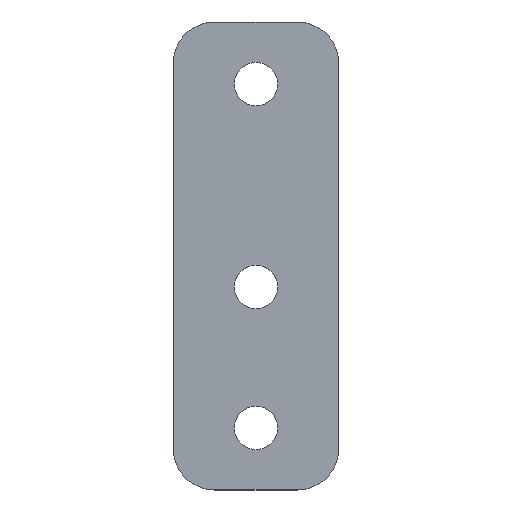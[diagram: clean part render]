
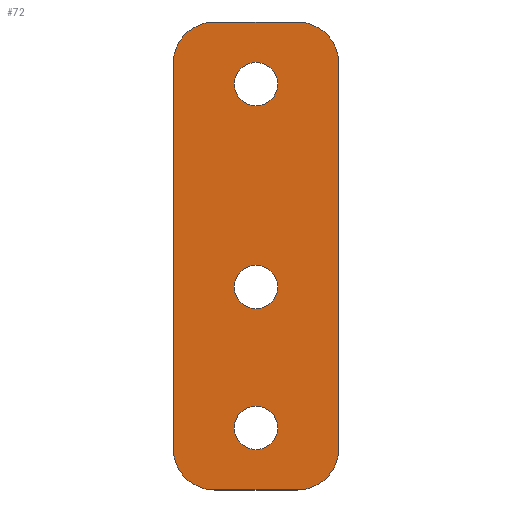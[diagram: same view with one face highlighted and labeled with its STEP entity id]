
A CAD part, top view. The second image highlights one B-rep face of the part: STEP entity #72.
In plain terms, the highlighted planar face has unit normal (0, 0, 1).
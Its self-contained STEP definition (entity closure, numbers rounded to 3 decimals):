
#3 = ORIENTED_EDGE ( 'NONE', *, *, #362, .F. ) ;
#10 = EDGE_CURVE ( 'NONE', #95, #62, #50, .T. ) ;
#15 = DIRECTION ( 'NONE',  ( 0., 0., -1. ) ) ;
#18 = VERTEX_POINT ( 'NONE', #35 ) ;
#19 = CIRCLE ( 'NONE', #361, 5.25 ) ;
#26 = EDGE_CURVE ( 'NONE', #130, #504, #516, .T. ) ;
#33 = FACE_OUTER_BOUND ( 'NONE', #324, .T. ) ;
#35 = CARTESIAN_POINT ( 'NONE',  ( -552.123, -1109.555, -1260.5 ) ) ;
#38 = CIRCLE ( 'NONE', #211, 5.25 ) ;
#41 = DIRECTION ( 'NONE',  ( 0., 0., -1. ) ) ;
#44 = ORIENTED_EDGE ( 'NONE', *, *, #410, .F. ) ;
#50 = CIRCLE ( 'NONE', #387, 10. ) ;
#51 = DIRECTION ( 'NONE',  ( -1., 0., 0. ) ) ;
#52 = CIRCLE ( 'NONE', #598, 10. ) ;
#54 = ORIENTED_EDGE ( 'NONE', *, *, #587, .T. ) ;
#55 = CARTESIAN_POINT ( 'NONE',  ( -552.123, -1114.805, -1260.5 ) ) ;
#56 = DIRECTION ( 'NONE',  ( 0., 1., 0. ) ) ;
#59 = CARTESIAN_POINT ( 'NONE',  ( -542.123, -1163.805, -1260.5 ) ) ;
#62 = VERTEX_POINT ( 'NONE', #544 ) ;
#69 = ORIENTED_EDGE ( 'NONE', *, *, #84, .F. ) ;
#70 = VERTEX_POINT ( 'NONE', #301 ) ;
#72 = ADVANCED_FACE ( 'NONE', ( #33, #590, #187, #83 ), #87, .F. ) ;
#73 = ORIENTED_EDGE ( 'NONE', *, *, #26, .T. ) ;
#75 = DIRECTION ( 'NONE',  ( 0., 1., 0. ) ) ;
#76 = CIRCLE ( 'NONE', #277, 5.25 ) ;
#77 = CARTESIAN_POINT ( 'NONE',  ( -552.123, -1065.805, -1260.5 ) ) ;
#83 = FACE_BOUND ( 'NONE', #529, .T. ) ;
#84 = EDGE_CURVE ( 'NONE', #534, #482, #325, .T. ) ;
#87 = PLANE ( 'NONE',  #210 ) ;
#95 = VERTEX_POINT ( 'NONE', #445 ) ;
#100 = VECTOR ( 'NONE', #382, 1000. ) ;
#102 = EDGE_CURVE ( 'NONE', #495, #95, #557, .T. ) ;
#107 = CARTESIAN_POINT ( 'NONE',  ( -542.123, -1050.805, -1260.5 ) ) ;
#108 = CARTESIAN_POINT ( 'NONE',  ( -542.123, -1050.805, -1260.5 ) ) ;
#111 = AXIS2_PLACEMENT_3D ( 'NONE', #265, #506, #593 ) ;
#124 = EDGE_LOOP ( 'NONE', ( #149, #571 ) ) ;
#130 = VERTEX_POINT ( 'NONE', #293 ) ;
#139 = VECTOR ( 'NONE', #561, 1000. ) ;
#140 = ORIENTED_EDGE ( 'NONE', *, *, #224, .F. ) ;
#143 = CARTESIAN_POINT ( 'NONE',  ( -552.123, -1065.805, -1260.5 ) ) ;
#146 = LINE ( 'NONE', #107, #139 ) ;
#148 = CARTESIAN_POINT ( 'NONE',  ( -572.123, -1153.805, -1260.5 ) ) ;
#149 = ORIENTED_EDGE ( 'NONE', *, *, #541, .T. ) ;
#151 = DIRECTION ( 'NONE',  ( 0., 1., 0. ) ) ;
#154 = CARTESIAN_POINT ( 'NONE',  ( -552.123, -1143.555, -1260.5 ) ) ;
#157 = CARTESIAN_POINT ( 'NONE',  ( -562.123, -1060.805, -1260.5 ) ) ;
#162 = DIRECTION ( 'NONE',  ( 0., 0., -1. ) ) ;
#179 = CARTESIAN_POINT ( 'NONE',  ( -552.123, -1060.555, -1260.5 ) ) ;
#183 = EDGE_CURVE ( 'NONE', #504, #130, #38, .T. ) ;
#187 = FACE_BOUND ( 'NONE', #568, .T. ) ;
#194 = CARTESIAN_POINT ( 'NONE',  ( -562.123, -1153.805, -1260.5 ) ) ;
#201 = CARTESIAN_POINT ( 'NONE',  ( -532.123, -1060.805, -1260.5 ) ) ;
#204 = VECTOR ( 'NONE', #51, 1000. ) ;
#210 = AXIS2_PLACEMENT_3D ( 'NONE', #194, #279, #527 ) ;
#211 = AXIS2_PLACEMENT_3D ( 'NONE', #225, #263, #412 ) ;
#217 = CARTESIAN_POINT ( 'NONE',  ( -552.123, -1120.055, -1260.5 ) ) ;
#219 = AXIS2_PLACEMENT_3D ( 'NONE', #297, #256, #75 ) ;
#220 = EDGE_CURVE ( 'NONE', #226, #495, #52, .T. ) ;
#224 = EDGE_CURVE ( 'NONE', #62, #534, #146, .T. ) ;
#225 = CARTESIAN_POINT ( 'NONE',  ( -552.123, -1148.805, -1260.5 ) ) ;
#226 = VERTEX_POINT ( 'NONE', #282 ) ;
#231 = EDGE_CURVE ( 'NONE', #394, #18, #76, .T. ) ;
#232 = CARTESIAN_POINT ( 'NONE',  ( -552.123, -1114.805, -1260.5 ) ) ;
#255 = CARTESIAN_POINT ( 'NONE',  ( -532.123, -1060.805, -1260.5 ) ) ;
#256 = DIRECTION ( 'NONE',  ( 0., 0., -1. ) ) ;
#259 = CARTESIAN_POINT ( 'NONE',  ( -552.123, -1071.055, -1260.5 ) ) ;
#263 = DIRECTION ( 'NONE',  ( 0., 0., -1. ) ) ;
#265 = CARTESIAN_POINT ( 'NONE',  ( -542.123, -1153.805, -1260.5 ) ) ;
#266 = CARTESIAN_POINT ( 'NONE',  ( -542.123, -1060.805, -1260.5 ) ) ;
#268 = AXIS2_PLACEMENT_3D ( 'NONE', #77, #373, #367 ) ;
#276 = AXIS2_PLACEMENT_3D ( 'NONE', #266, #459, #392 ) ;
#277 = AXIS2_PLACEMENT_3D ( 'NONE', #232, #433, #383 ) ;
#279 = DIRECTION ( 'NONE',  ( 0., 0., -1. ) ) ;
#282 = CARTESIAN_POINT ( 'NONE',  ( -562.123, -1163.805, -1260.5 ) ) ;
#292 = ORIENTED_EDGE ( 'NONE', *, *, #220, .F. ) ;
#293 = CARTESIAN_POINT ( 'NONE',  ( -552.123, -1154.055, -1260.5 ) ) ;
#297 = CARTESIAN_POINT ( 'NONE',  ( -552.123, -1148.805, -1260.5 ) ) ;
#301 = CARTESIAN_POINT ( 'NONE',  ( -532.123, -1153.805, -1260.5 ) ) ;
#302 = AXIS2_PLACEMENT_3D ( 'NONE', #55, #15, #438 ) ;
#309 = VERTEX_POINT ( 'NONE', #59 ) ;
#311 = CARTESIAN_POINT ( 'NONE',  ( -562.123, -1153.805, -1260.5 ) ) ;
#324 = EDGE_LOOP ( 'NONE', ( #292, #3, #425, #44, #69, #140, #522, #349 ) ) ;
#325 = CIRCLE ( 'NONE', #276, 10. ) ;
#332 = EDGE_CURVE ( 'NONE', #70, #309, #546, .T. ) ;
#335 = DIRECTION ( 'NONE',  ( 0., -1., 0. ) ) ;
#337 = CARTESIAN_POINT ( 'NONE',  ( -572.123, -1060.805, -1260.5 ) ) ;
#344 = LINE ( 'NONE', #255, #100 ) ;
#349 = ORIENTED_EDGE ( 'NONE', *, *, #102, .F. ) ;
#361 = AXIS2_PLACEMENT_3D ( 'NONE', #143, #393, #56 ) ;
#362 = EDGE_CURVE ( 'NONE', #309, #226, #426, .T. ) ;
#367 = DIRECTION ( 'NONE',  ( 0., 1., 0. ) ) ;
#373 = DIRECTION ( 'NONE',  ( 0., 0., -1. ) ) ;
#374 = DIRECTION ( 'NONE',  ( 0., 1., 0. ) ) ;
#382 = DIRECTION ( 'NONE',  ( 0., -1., 0. ) ) ;
#383 = DIRECTION ( 'NONE',  ( 0., 1., 0. ) ) ;
#384 = EDGE_CURVE ( 'NONE', #558, #548, #19, .T. ) ;
#387 = AXIS2_PLACEMENT_3D ( 'NONE', #157, #162, #335 ) ;
#392 = DIRECTION ( 'NONE',  ( 0., 1., 0. ) ) ;
#393 = DIRECTION ( 'NONE',  ( 0., 0., -1. ) ) ;
#394 = VERTEX_POINT ( 'NONE', #217 ) ;
#410 = EDGE_CURVE ( 'NONE', #482, #70, #344, .T. ) ;
#411 = CIRCLE ( 'NONE', #302, 5.25 ) ;
#412 = DIRECTION ( 'NONE',  ( 0., 1., 0. ) ) ;
#425 = ORIENTED_EDGE ( 'NONE', *, *, #332, .F. ) ;
#426 = LINE ( 'NONE', #560, #204 ) ;
#433 = DIRECTION ( 'NONE',  ( 0., 0., -1. ) ) ;
#438 = DIRECTION ( 'NONE',  ( 0., 1., 0. ) ) ;
#445 = CARTESIAN_POINT ( 'NONE',  ( -572.123, -1060.805, -1260.5 ) ) ;
#449 = ORIENTED_EDGE ( 'NONE', *, *, #183, .T. ) ;
#459 = DIRECTION ( 'NONE',  ( 0., 0., -1. ) ) ;
#460 = ORIENTED_EDGE ( 'NONE', *, *, #384, .T. ) ;
#482 = VERTEX_POINT ( 'NONE', #201 ) ;
#495 = VERTEX_POINT ( 'NONE', #148 ) ;
#498 = CIRCLE ( 'NONE', #268, 5.25 ) ;
#504 = VERTEX_POINT ( 'NONE', #154 ) ;
#506 = DIRECTION ( 'NONE',  ( 0., 0., -1. ) ) ;
#516 = CIRCLE ( 'NONE', #219, 5.25 ) ;
#522 = ORIENTED_EDGE ( 'NONE', *, *, #10, .F. ) ;
#527 = DIRECTION ( 'NONE',  ( 0., 1., 0. ) ) ;
#529 = EDGE_LOOP ( 'NONE', ( #54, #460 ) ) ;
#534 = VERTEX_POINT ( 'NONE', #108 ) ;
#537 = VECTOR ( 'NONE', #151, 1000. ) ;
#541 = EDGE_CURVE ( 'NONE', #18, #394, #411, .T. ) ;
#544 = CARTESIAN_POINT ( 'NONE',  ( -562.123, -1050.805, -1260.5 ) ) ;
#546 = CIRCLE ( 'NONE', #111, 10. ) ;
#548 = VERTEX_POINT ( 'NONE', #179 ) ;
#557 = LINE ( 'NONE', #337, #537 ) ;
#558 = VERTEX_POINT ( 'NONE', #259 ) ;
#560 = CARTESIAN_POINT ( 'NONE',  ( -542.123, -1163.805, -1260.5 ) ) ;
#561 = DIRECTION ( 'NONE',  ( 1., 0., 0. ) ) ;
#568 = EDGE_LOOP ( 'NONE', ( #449, #73 ) ) ;
#571 = ORIENTED_EDGE ( 'NONE', *, *, #231, .T. ) ;
#587 = EDGE_CURVE ( 'NONE', #548, #558, #498, .T. ) ;
#590 = FACE_BOUND ( 'NONE', #124, .T. ) ;
#593 = DIRECTION ( 'NONE',  ( 0., 1., 0. ) ) ;
#598 = AXIS2_PLACEMENT_3D ( 'NONE', #311, #41, #374 ) ;
